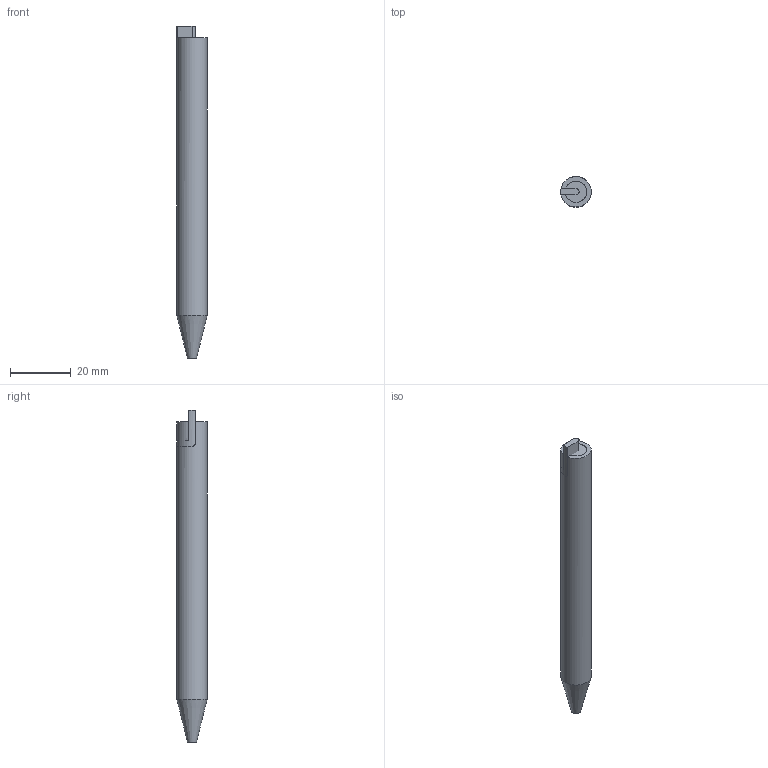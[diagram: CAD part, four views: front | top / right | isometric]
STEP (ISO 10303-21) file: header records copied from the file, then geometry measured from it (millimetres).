
FILE_DESCRIPTION(/* description */ ('','CAx-IF Rec.Pracs.---Representation and Presentation of Product Manufacturing Information (PMI)---4.0---2014-10-13'),/* implementation_level */ '2;1');
FILE_NAME(/* name */ 'pen goliath cartridge v5.step',/* time_stamp */ '2025-02-20T18:19:57+08:00',/* author */ (''),/* organization */ (''),/* preprocessor_version */ 'ST-DEVELOPER v20',/* originating_system */ 'Autodesk Translation Framework v13.20.0.188',/* authorisation */ '');
FILE_SCHEMA (('AP242_MANAGED_MODEL_BASED_3D_ENGINEERING_MIM_LF { 1 0 10303 442 1 1 4 }'));
Length unit declared in the file: millimetre
Products named in the file (4): pen goliath cartridge; pen cartridege; bolt; bolt path
Assembly tree (3 placements, depth 2):
  pen goliath cartridge
    pen cartridege
    bolt
    bolt path
Bounding box: 10 x 10 x 108.9 mm (x, y, z)
Volume: 7222.2 mm3; surface area: 7379.3 mm2
Topology: 5 solids, 5 shells, 63 faces, 152 edges, 98 vertices
Faces by surface type: plane 31, cylinder 24, cone 7, sphere 1
Full cylindrical faces by diameter (mm): 2 x1, 2.5 x2, 2.529 x1, 5.8 x1, 6 x2, 7 x2, 10 x1
Entity records: 2162 total; most frequent: CARTESIAN_POINT 567, DIRECTION 316, ORIENTED_EDGE 302, EDGE_CURVE 151, AXIS2_PLACEMENT_3D 119, VERTEX_POINT 98, LINE 78, VECTOR 78
